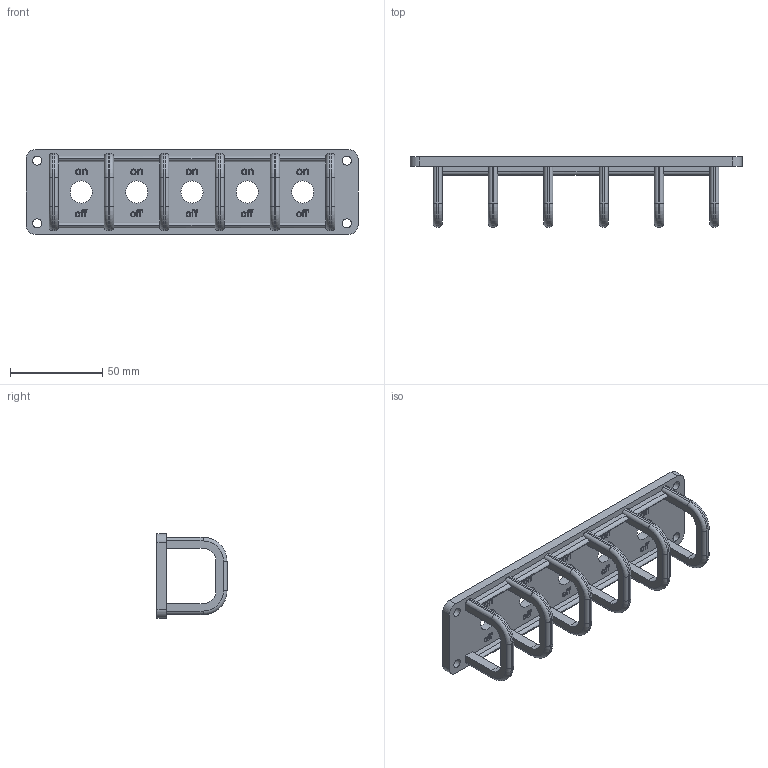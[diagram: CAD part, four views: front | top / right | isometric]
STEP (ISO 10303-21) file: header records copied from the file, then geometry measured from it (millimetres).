
FILE_DESCRIPTION(/* description */ ('STEP AP242','CAx-IF Rec.Pracs.---Representation and Presentation of Product Manufacturing Information (PMI)---4.0---2014-10-13','CAx-IF Rec.Pracs.---3D Tessellated Geometry---0.4---2014-09-14','2;1'),/* implementation_level */ '2;1');
FILE_NAME(/* name */ '6414d032e2bbe7716f3086a7',/* time_stamp */ '2023-03-17T20:40:20+00:00',/* author */ (''),/* organization */ (''),/* preprocessor_version */ 'ST-DEVELOPER v18.102',/* originating_system */ ' ',/* authorisation */ ' ');
FILE_SCHEMA (('AP242_MANAGED_MODEL_BASED_3D_ENGINEERING_MIM_LF { 1 0 10303 442 1 1 4 }'));
Length unit declared in the file: metre
Products named in the file (1): Part 1
Bounding box: 180 x 38 x 46 mm (x, y, z)
Volume: 56007.8 mm3; surface area: 31433.6 mm2
Topology: 1 solids, 1 shells, 655 faces, 1832 edges, 1204 vertices
Faces by surface type: plane 278, bspline 260, cylinder 93, torus 24
Full cylindrical faces by diameter (mm): 5 x4, 12 x5
Entity records: 21837 total; most frequent: CARTESIAN_POINT 6591, ORIENTED_EDGE 3646, DIRECTION 2293, EDGE_CURVE 1823, VERTEX_POINT 1204, LINE 1073, VECTOR 1073, EDGE_LOOP 719
